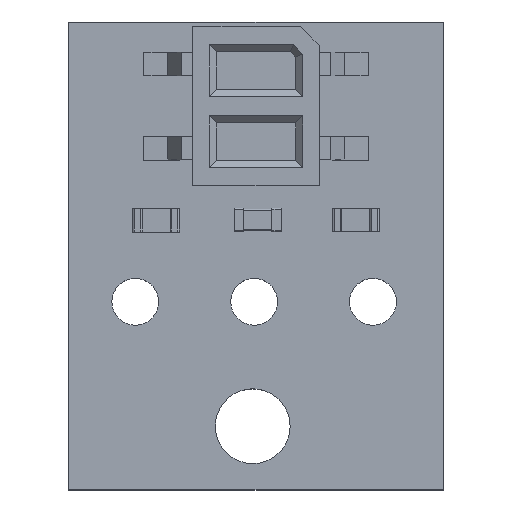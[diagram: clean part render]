
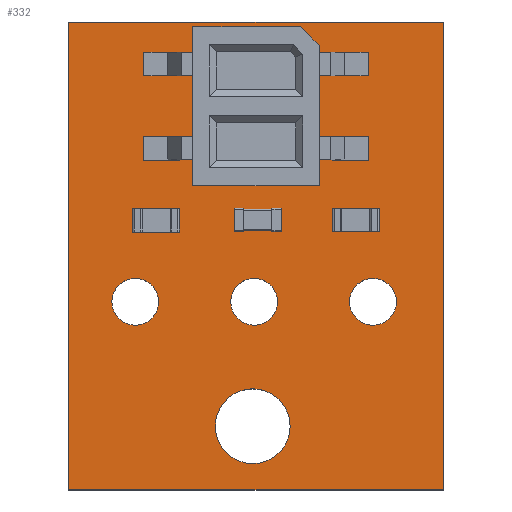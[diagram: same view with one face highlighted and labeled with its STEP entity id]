
A CAD part, top view. The second image highlights one B-rep face of the part: STEP entity #332.
In plain terms, the highlighted planar face has unit normal (0, 0, 1).
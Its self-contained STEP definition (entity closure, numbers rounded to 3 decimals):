
#81 = VERTEX_POINT('',#82);
#82 = CARTESIAN_POINT('',(138.08,-106.41,0.));
#99 = VERTEX_POINT('',#100);
#100 = CARTESIAN_POINT('',(130.08,-106.41,0.));
#106 = EDGE_CURVE('',#81,#99,#107,.T.);
#107 = LINE('',#108,#109);
#108 = CARTESIAN_POINT('',(138.08,-106.41,0.));
#109 = VECTOR('',#110,1.);
#110 = DIRECTION('',(-1.,0.,0.));
#130 = VERTEX_POINT('',#131);
#131 = CARTESIAN_POINT('',(138.08,-96.41,0.));
#137 = EDGE_CURVE('',#81,#130,#138,.T.);
#138 = LINE('',#139,#140);
#139 = CARTESIAN_POINT('',(138.08,-106.41,0.));
#140 = VECTOR('',#141,1.);
#141 = DIRECTION('',(0.,1.,0.));
#161 = VERTEX_POINT('',#162);
#162 = CARTESIAN_POINT('',(130.08,-96.41,0.));
#168 = EDGE_CURVE('',#99,#161,#169,.T.);
#169 = LINE('',#170,#171);
#170 = CARTESIAN_POINT('',(130.08,-106.41,0.));
#171 = VECTOR('',#172,1.);
#172 = DIRECTION('',(0.,1.,0.));
#190 = EDGE_CURVE('',#161,#130,#191,.T.);
#191 = LINE('',#192,#193);
#192 = CARTESIAN_POINT('',(130.08,-96.41,0.));
#193 = VECTOR('',#194,1.);
#194 = DIRECTION('',(1.,0.,0.));
#205 = VERTEX_POINT('',#206);
#206 = CARTESIAN_POINT('',(134.81,-105.05,0.));
#222 = EDGE_CURVE('',#205,#205,#223,.T.);
#223 = CIRCLE('',#224,0.8);
#224 = AXIS2_PLACEMENT_3D('',#225,#226,#227);
#225 = CARTESIAN_POINT('',(134.01,-105.05,0.));
#226 = DIRECTION('',(0.,0.,1.));
#227 = DIRECTION('',(1.,0.,0.));
#238 = VERTEX_POINT('',#239);
#239 = CARTESIAN_POINT('',(137.08,-102.39,0.));
#255 = EDGE_CURVE('',#238,#238,#256,.T.);
#256 = CIRCLE('',#257,0.5);
#257 = AXIS2_PLACEMENT_3D('',#258,#259,#260);
#258 = CARTESIAN_POINT('',(136.58,-102.39,0.));
#259 = DIRECTION('',(0.,0.,1.));
#260 = DIRECTION('',(1.,0.,-0.));
#271 = VERTEX_POINT('',#272);
#272 = CARTESIAN_POINT('',(134.54,-102.39,0.));
#288 = EDGE_CURVE('',#271,#271,#289,.T.);
#289 = CIRCLE('',#290,0.5);
#290 = AXIS2_PLACEMENT_3D('',#291,#292,#293);
#291 = CARTESIAN_POINT('',(134.04,-102.39,0.));
#292 = DIRECTION('',(0.,0.,1.));
#293 = DIRECTION('',(1.,0.,-0.));
#304 = VERTEX_POINT('',#305);
#305 = CARTESIAN_POINT('',(132.,-102.39,0.));
#321 = EDGE_CURVE('',#304,#304,#322,.T.);
#322 = CIRCLE('',#323,0.5);
#323 = AXIS2_PLACEMENT_3D('',#324,#325,#326);
#324 = CARTESIAN_POINT('',(131.5,-102.39,0.));
#325 = DIRECTION('',(0.,0.,1.));
#326 = DIRECTION('',(1.,0.,-0.));
#332 = ADVANCED_FACE('',(#333,#339,#342,#345,#348),#351,.T.);
#333 = FACE_BOUND('',#334,.T.);
#334 = EDGE_LOOP('',(#335,#336,#337,#338));
#335 = ORIENTED_EDGE('',*,*,#106,.F.);
#336 = ORIENTED_EDGE('',*,*,#137,.T.);
#337 = ORIENTED_EDGE('',*,*,#190,.F.);
#338 = ORIENTED_EDGE('',*,*,#168,.F.);
#339 = FACE_BOUND('',#340,.T.);
#340 = EDGE_LOOP('',(#341));
#341 = ORIENTED_EDGE('',*,*,#222,.F.);
#342 = FACE_BOUND('',#343,.T.);
#343 = EDGE_LOOP('',(#344));
#344 = ORIENTED_EDGE('',*,*,#255,.F.);
#345 = FACE_BOUND('',#346,.T.);
#346 = EDGE_LOOP('',(#347));
#347 = ORIENTED_EDGE('',*,*,#288,.F.);
#348 = FACE_BOUND('',#349,.T.);
#349 = EDGE_LOOP('',(#350));
#350 = ORIENTED_EDGE('',*,*,#321,.F.);
#351 = PLANE('',#352);
#352 = AXIS2_PLACEMENT_3D('',#353,#354,#355);
#353 = CARTESIAN_POINT('',(134.08,-101.41,0.));
#354 = DIRECTION('',(0.,0.,1.));
#355 = DIRECTION('',(1.,0.,0.));
